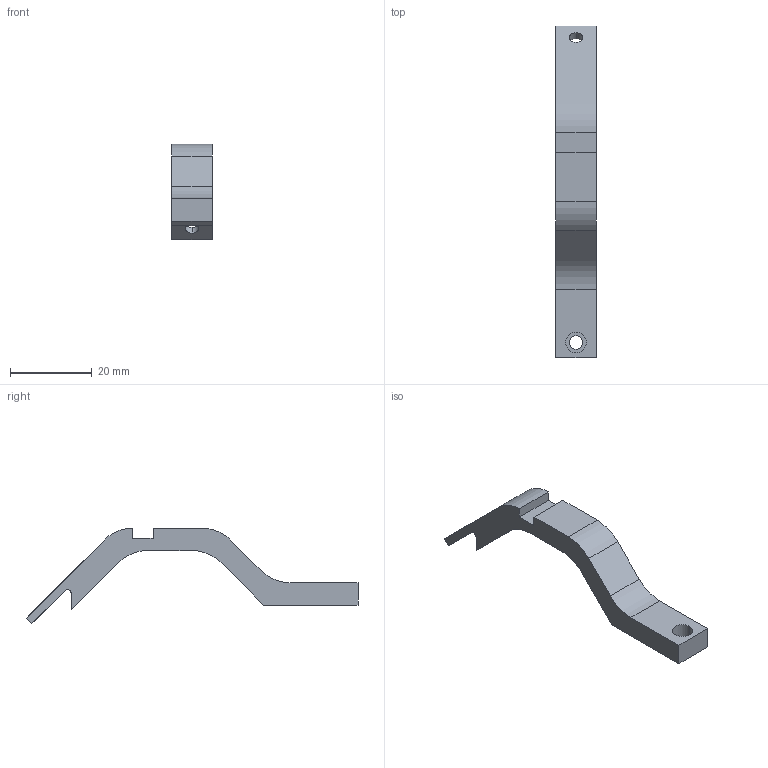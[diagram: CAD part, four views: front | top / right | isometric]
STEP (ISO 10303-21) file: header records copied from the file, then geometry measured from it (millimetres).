
FILE_DESCRIPTION (( 'STEP AP214' ), '1' );
FILE_NAME ('Bracciox x2.STEP', '2019-09-06T08:33:41', ( '' ), ( '' ), 'SwSTEP 2.0', 'SolidWorks 2019', '' );
FILE_SCHEMA (( 'AUTOMOTIVE_DESIGN' ));
Length unit declared in the file: millimetre
Products named in the file (1): Bracciox x2
Bounding box: 10 x 81 x 23.41 mm (x, y, z)
Volume: 4694.3 mm3; surface area: 3073.2 mm2
Topology: 1 solids, 1 shells, 31 faces, 84 edges, 56 vertices
Faces by surface type: plane 19, cylinder 12
Entity records: 1024 total; most frequent: CARTESIAN_POINT 172, DIRECTION 172, ORIENTED_EDGE 168, EDGE_CURVE 84, VECTOR 60, LINE 60, AXIS2_PLACEMENT_3D 56, VERTEX_POINT 56
